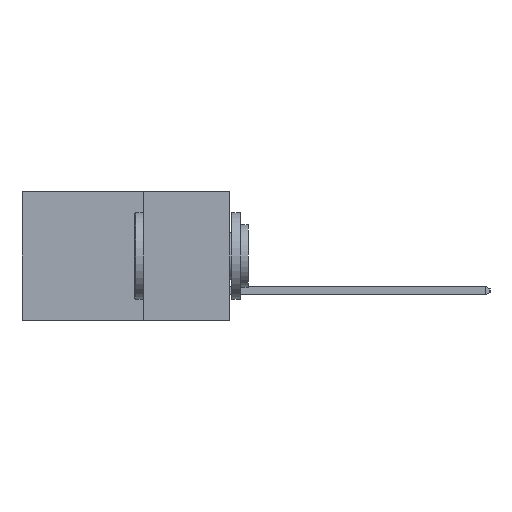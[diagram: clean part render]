
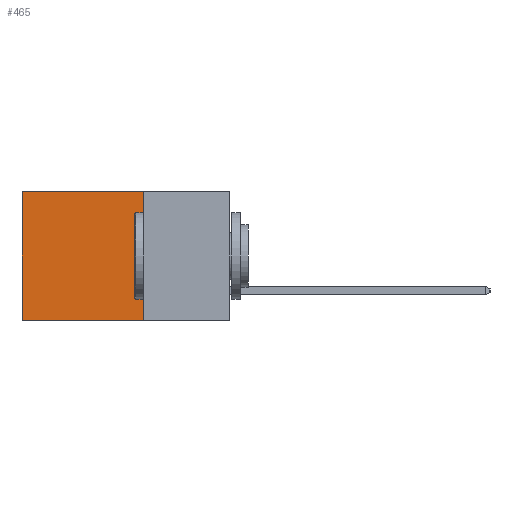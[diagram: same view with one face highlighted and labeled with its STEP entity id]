
A CAD part, left-side view. The second image highlights one B-rep face of the part: STEP entity #465.
In plain terms, the highlighted planar face has unit normal (-1, 0, 0).
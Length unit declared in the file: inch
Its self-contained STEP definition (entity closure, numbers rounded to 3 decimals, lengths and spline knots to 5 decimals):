
#2 = DIRECTION ( 'NONE',  ( 1., 0., 0. ) ) ;
#28 = CARTESIAN_POINT ( 'NONE',  ( 0.298, 0.25, 0. ) ) ;
#32 = PLANE ( 'NONE',  #11969 ) ;
#175 = CARTESIAN_POINT ( 'NONE',  ( 0.298, 0.25, -0.37 ) ) ;
#465 = ADVANCED_FACE ( 'NONE', ( #5596 ), #32, .F. ) ;
#540 = LINE ( 'NONE', #4479, #10098 ) ;
#643 = CARTESIAN_POINT ( 'NONE',  ( 0.298, 0.6, 0. ) ) ;
#2212 = LINE ( 'NONE', #175, #4190 ) ;
#2501 = EDGE_CURVE ( 'NONE', #7554, #10923, #7645, .T. ) ;
#3326 = VERTEX_POINT ( 'NONE', #11103 ) ;
#3418 = DIRECTION ( 'NONE',  ( 0., 0., -1. ) ) ;
#3831 = DIRECTION ( 'NONE',  ( 0., 0., -1. ) ) ;
#4190 = VECTOR ( 'NONE', #5884, 39.37008 ) ;
#4354 = VERTEX_POINT ( 'NONE', #4396 ) ;
#4374 = DIRECTION ( 'NONE',  ( 0., 1., 0. ) ) ;
#4396 = CARTESIAN_POINT ( 'NONE',  ( 0.298, 0.25, -0.37 ) ) ;
#4479 = CARTESIAN_POINT ( 'NONE',  ( 0.298, 0.25, 0. ) ) ;
#5107 = EDGE_CURVE ( 'NONE', #3326, #7554, #540, .T. ) ;
#5596 = FACE_OUTER_BOUND ( 'NONE', #11495, .T. ) ;
#5884 = DIRECTION ( 'NONE',  ( 0., 1., 0. ) ) ;
#6343 = CARTESIAN_POINT ( 'NONE',  ( 0.298, 0.6, 0. ) ) ;
#7554 = VERTEX_POINT ( 'NONE', #643 ) ;
#7645 = LINE ( 'NONE', #6343, #12924 ) ;
#8325 = ORIENTED_EDGE ( 'NONE', *, *, #2501, .T. ) ;
#9162 = CARTESIAN_POINT ( 'NONE',  ( 0.298, 0.25, 0. ) ) ;
#9725 = EDGE_CURVE ( 'NONE', #3326, #4354, #14687, .T. ) ;
#10098 = VECTOR ( 'NONE', #4374, 39.37008 ) ;
#10268 = DIRECTION ( 'NONE',  ( 0., 0., -1. ) ) ;
#10391 = VECTOR ( 'NONE', #3418, 39.37008 ) ;
#10923 = VERTEX_POINT ( 'NONE', #11593 ) ;
#11103 = CARTESIAN_POINT ( 'NONE',  ( 0.298, 0.25, 0. ) ) ;
#11495 = EDGE_LOOP ( 'NONE', ( #8325, #14257, #14609, #12059 ) ) ;
#11593 = CARTESIAN_POINT ( 'NONE',  ( 0.298, 0.6, -0.37 ) ) ;
#11969 = AXIS2_PLACEMENT_3D ( 'NONE', #28, #2, #10268 ) ;
#12059 = ORIENTED_EDGE ( 'NONE', *, *, #5107, .T. ) ;
#12924 = VECTOR ( 'NONE', #3831, 39.37008 ) ;
#13365 = EDGE_CURVE ( 'NONE', #4354, #10923, #2212, .T. ) ;
#14257 = ORIENTED_EDGE ( 'NONE', *, *, #13365, .F. ) ;
#14609 = ORIENTED_EDGE ( 'NONE', *, *, #9725, .F. ) ;
#14687 = LINE ( 'NONE', #9162, #10391 ) ;
